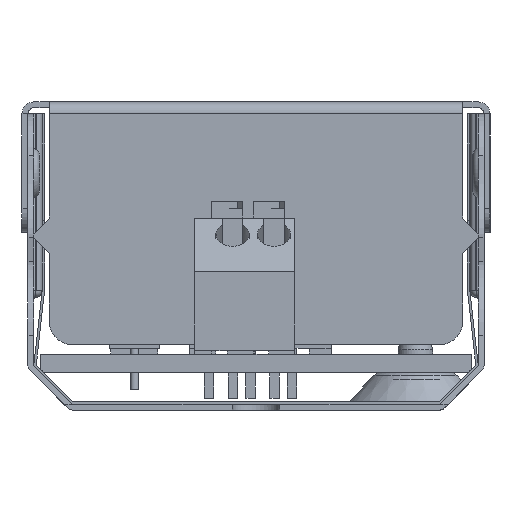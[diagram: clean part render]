
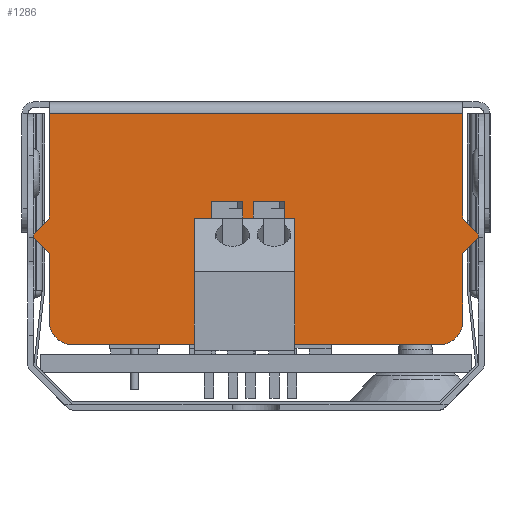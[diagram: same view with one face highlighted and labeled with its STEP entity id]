
A CAD part, left-side view. The second image highlights one B-rep face of the part: STEP entity #1286.
In plain terms, the highlighted planar face has unit normal (-1, 0, 0).
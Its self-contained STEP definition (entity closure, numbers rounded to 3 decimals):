
#1286=ADVANCED_FACE('',(#5507),#5509,.T.);
#5507=FACE_BOUND('',#5508,.T.);
#5508=EDGE_LOOP('',(#8827,#8828,#8829,#8830,#8831,#8832,#8833,#8834,#8835,#8836,
#8837,#8838,#8839,#8840));
#5509=PLANE('',#5510);
#5510=AXIS2_PLACEMENT_3D('',#5511,#5512,#5513);
#5511=CARTESIAN_POINT('',(-72.5,-17.45,5.5));
#5512=DIRECTION('',(-1.,0.,0.));
#5513=DIRECTION('',(0.,0.,1.));
#8827=ORIENTED_EDGE('',*,*,#11023,.F.);
#8828=ORIENTED_EDGE('',*,*,#11024,.F.);
#8829=ORIENTED_EDGE('',*,*,#11025,.F.);
#8830=ORIENTED_EDGE('',*,*,#11026,.T.);
#8831=ORIENTED_EDGE('',*,*,#11027,.T.);
#8832=ORIENTED_EDGE('',*,*,#10899,.T.);
#8833=ORIENTED_EDGE('',*,*,#11028,.T.);
#8834=ORIENTED_EDGE('',*,*,#11029,.T.);
#8835=ORIENTED_EDGE('',*,*,#11030,.T.);
#8836=ORIENTED_EDGE('',*,*,#11031,.F.);
#8837=ORIENTED_EDGE('',*,*,#11032,.T.);
#8838=ORIENTED_EDGE('',*,*,#10822,.T.);
#8839=ORIENTED_EDGE('',*,*,#11022,.T.);
#8840=ORIENTED_EDGE('',*,*,#11033,.F.);
#10822=EDGE_CURVE('',#12263,#12261,#12264,.T.);
#10899=EDGE_CURVE('',#12402,#12400,#12403,.T.);
#11022=EDGE_CURVE('',#12261,#12592,#12594,.T.);
#11023=EDGE_CURVE('',#12595,#12596,#12597,.F.);
#11024=EDGE_CURVE('',#12598,#12595,#12599,.T.);
#11025=EDGE_CURVE('',#12600,#12598,#12601,.F.);
#11026=EDGE_CURVE('',#12600,#12602,#12603,.T.);
#11027=EDGE_CURVE('',#12602,#12402,#12604,.T.);
#11028=EDGE_CURVE('',#12400,#12605,#12606,.T.);
#11029=EDGE_CURVE('',#12605,#12607,#12608,.T.);
#11030=EDGE_CURVE('',#12607,#12609,#12610,.T.);
#11031=EDGE_CURVE('',#12611,#12609,#12612,.T.);
#11032=EDGE_CURVE('',#12611,#12263,#12613,.T.);
#11033=EDGE_CURVE('',#12596,#12592,#12614,.T.);
#12261=VERTEX_POINT('',#15147);
#12263=VERTEX_POINT('',#15151);
#12264=LINE('',#15152,#15153);
#12400=VERTEX_POINT('',#15466);
#12402=VERTEX_POINT('',#15470);
#12403=LINE('',#15471,#15472);
#12592=VERTEX_POINT('',#16023);
#12594=LINE('',#16027,#16028);
#12595=VERTEX_POINT('',#16030);
#12596=VERTEX_POINT('',#16031);
#12597=CIRCLE('',#16032,2.);
#12598=VERTEX_POINT('',#16036);
#12599=LINE('',#16037,#16038);
#12600=VERTEX_POINT('',#16040);
#12601=CIRCLE('',#16041,2.);
#12602=VERTEX_POINT('',#16045);
#12603=LINE('',#16046,#16047);
#12604=LINE('',#16049,#16050);
#12605=VERTEX_POINT('',#16052);
#12606=LINE('',#16053,#16054);
#12607=VERTEX_POINT('',#16056);
#12608=LINE('',#16057,#16058);
#12609=VERTEX_POINT('',#16060);
#12610=LINE('',#16061,#16062);
#12611=VERTEX_POINT('',#16064);
#12612=LINE('',#16065,#16066);
#12613=LINE('',#16068,#16069);
#12614=LINE('',#16071,#16072);
#15147=CARTESIAN_POINT('',(-72.5,18.75,14.6));
#15151=CARTESIAN_POINT('',(-72.5,18.75,14.814));
#15152=CARTESIAN_POINT('',(-72.5,18.75,14.814));
#15153=VECTOR('',#15154,1.);
#15154=DIRECTION('',(0.,0.,-1.));
#15466=CARTESIAN_POINT('',(-72.5,-18.75,14.814));
#15470=CARTESIAN_POINT('',(-72.5,-18.75,14.6));
#15471=CARTESIAN_POINT('',(-72.5,-18.75,14.6));
#15472=VECTOR('',#15473,1.);
#15473=DIRECTION('',(0.,0.,1.));
#16023=CARTESIAN_POINT('',(-72.5,17.45,13.207));
#16027=CARTESIAN_POINT('',(-72.5,18.75,14.6));
#16028=VECTOR('',#16029,1.);
#16029=DIRECTION('',(0.,-0.682,-0.731));
#16030=CARTESIAN_POINT('',(-72.5,15.45,5.5));
#16031=CARTESIAN_POINT('',(-72.5,17.45,7.5));
#16032=AXIS2_PLACEMENT_3D('',#16033,#16034,#16035);
#16033=CARTESIAN_POINT('',(-72.5,15.45,7.5));
#16034=DIRECTION('',(-1.,0.,0.));
#16035=DIRECTION('',(0.,1.,0.));
#16036=CARTESIAN_POINT('',(-72.5,-15.45,5.5));
#16037=CARTESIAN_POINT('',(-72.5,-15.45,5.5));
#16038=VECTOR('',#16039,1.);
#16039=DIRECTION('',(0.,1.,0.));
#16040=CARTESIAN_POINT('',(-72.5,-17.45,7.5));
#16041=AXIS2_PLACEMENT_3D('',#16042,#16043,#16044);
#16042=CARTESIAN_POINT('',(-72.5,-15.45,7.5));
#16043=DIRECTION('',(-1.,0.,0.));
#16044=DIRECTION('',(0.,0.,-1.));
#16045=CARTESIAN_POINT('',(-72.5,-17.45,13.207));
#16046=CARTESIAN_POINT('',(-72.5,-17.45,7.5));
#16047=VECTOR('',#16048,1.);
#16048=DIRECTION('',(0.,0.,1.));
#16049=CARTESIAN_POINT('',(-72.5,-17.45,13.207));
#16050=VECTOR('',#16051,1.);
#16051=DIRECTION('',(0.,-0.682,0.731));
#16052=CARTESIAN_POINT('',(-72.5,-17.45,16.207));
#16053=CARTESIAN_POINT('',(-72.5,-18.75,14.814));
#16054=VECTOR('',#16055,1.);
#16055=DIRECTION('',(0.,0.682,0.731));
#16056=CARTESIAN_POINT('',(-72.5,-17.45,25.));
#16057=CARTESIAN_POINT('',(-72.5,-17.45,16.207));
#16058=VECTOR('',#16059,1.);
#16059=DIRECTION('',(0.,0.,1.));
#16060=CARTESIAN_POINT('',(-72.5,17.45,25.));
#16061=CARTESIAN_POINT('',(-72.5,-17.45,25.));
#16062=VECTOR('',#16063,1.);
#16063=DIRECTION('',(0.,1.,0.));
#16064=CARTESIAN_POINT('',(-72.5,17.45,16.207));
#16065=CARTESIAN_POINT('',(-72.5,17.45,16.207));
#16066=VECTOR('',#16067,1.);
#16067=DIRECTION('',(0.,0.,1.));
#16068=CARTESIAN_POINT('',(-72.5,17.45,16.207));
#16069=VECTOR('',#16070,1.);
#16070=DIRECTION('',(0.,0.682,-0.731));
#16071=CARTESIAN_POINT('',(-72.5,17.45,7.5));
#16072=VECTOR('',#16073,1.);
#16073=DIRECTION('',(0.,0.,1.));
